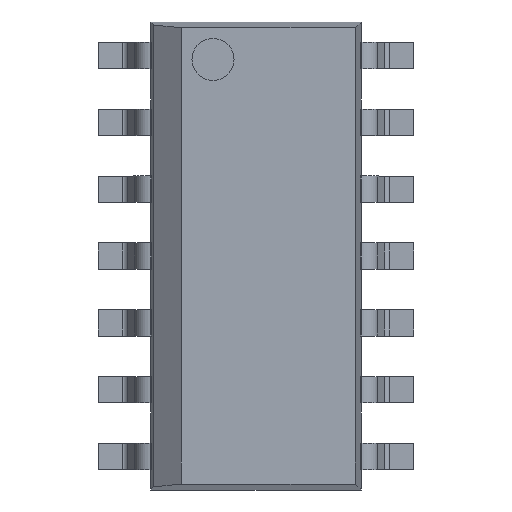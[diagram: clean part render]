
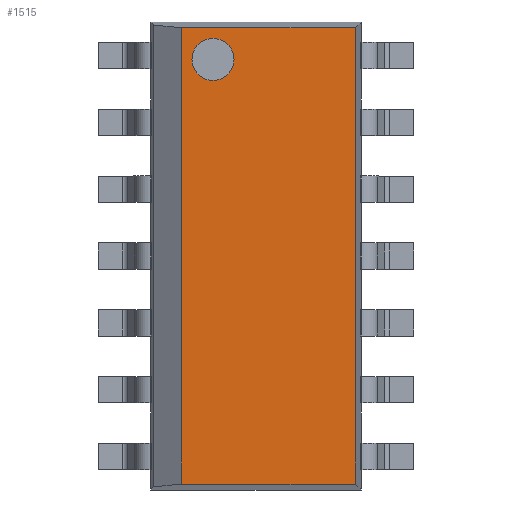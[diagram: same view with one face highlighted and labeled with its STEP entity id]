
A CAD part, top view. The second image highlights one B-rep face of the part: STEP entity #1515.
In plain terms, the highlighted planar face has unit normal (0, 0, 1).
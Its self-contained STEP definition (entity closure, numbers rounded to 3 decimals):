
#84=CARTESIAN_POINT('',(-0.818,3.333,1.7));
#85=VERTEX_POINT('',#84);
#86=CARTESIAN_POINT('',(-0.818,3.733,1.7));
#87=DIRECTION('',(0.0,0.0,1.0));
#88=DIRECTION('',(0.0,-1.0,0.0));
#89=AXIS2_PLACEMENT_3D('',#86,#87,#88);
#90=CIRCLE('',#89,0.4);
#91=EDGE_CURVE('',#85,#85,#90,.T.);
#526=CARTESIAN_POINT('',(1.888,4.333,1.7));
#527=VERTEX_POINT('',#526);
#534=CARTESIAN_POINT('',(1.888,-4.333,1.7));
#535=VERTEX_POINT('',#534);
#536=CARTESIAN_POINT('',(1.888,-4.333,1.7));
#537=DIRECTION('',(0.0,1.0,0.0));
#538=VECTOR('',#537,8.665);
#539=LINE('',#536,#538);
#540=EDGE_CURVE('',#535,#527,#539,.T.);
#1451=CARTESIAN_POINT('',(-1.418,-4.333,1.7));
#1452=VERTEX_POINT('',#1451);
#1453=CARTESIAN_POINT('',(-1.418,-4.333,1.7));
#1454=DIRECTION('',(1.0,0.0,0.0));
#1455=VECTOR('',#1454,3.305);
#1456=LINE('',#1453,#1455);
#1457=EDGE_CURVE('',#1452,#535,#1456,.T.);
#1477=CARTESIAN_POINT('',(-1.418,4.333,1.7));
#1478=VERTEX_POINT('',#1477);
#1485=CARTESIAN_POINT('',(1.888,4.333,1.7));
#1486=DIRECTION('',(-1.0,0.0,0.0));
#1487=VECTOR('',#1486,3.305);
#1488=LINE('',#1485,#1487);
#1489=EDGE_CURVE('',#527,#1478,#1488,.T.);
#1496=CARTESIAN_POINT('',(-2.0,4.445,1.7));
#1497=DIRECTION('',(0.0,0.0,1.0));
#1498=DIRECTION('',(0.0,-1.0,0.0));
#1499=AXIS2_PLACEMENT_3D('',#1496,#1497,#1498);
#1500=PLANE('',#1499);
#1501=ORIENTED_EDGE('',*,*,#1489,.T.);
#1502=CARTESIAN_POINT('',(-1.418,4.333,1.7));
#1503=DIRECTION('',(0.0,-1.0,0.0));
#1504=VECTOR('',#1503,8.665);
#1505=LINE('',#1502,#1504);
#1506=EDGE_CURVE('',#1478,#1452,#1505,.T.);
#1507=ORIENTED_EDGE('',*,*,#1506,.T.);
#1508=ORIENTED_EDGE('',*,*,#1457,.T.);
#1509=ORIENTED_EDGE('',*,*,#540,.T.);
#1510=EDGE_LOOP('',(#1501,#1507,#1508,#1509));
#1511=FACE_OUTER_BOUND('',#1510,.T.);
#1512=ORIENTED_EDGE('',*,*,#91,.F.);
#1513=EDGE_LOOP('',(#1512));
#1514=FACE_BOUND('',#1513,.T.);
#1515=ADVANCED_FACE('',(#1511,#1514),#1500,.T.);
